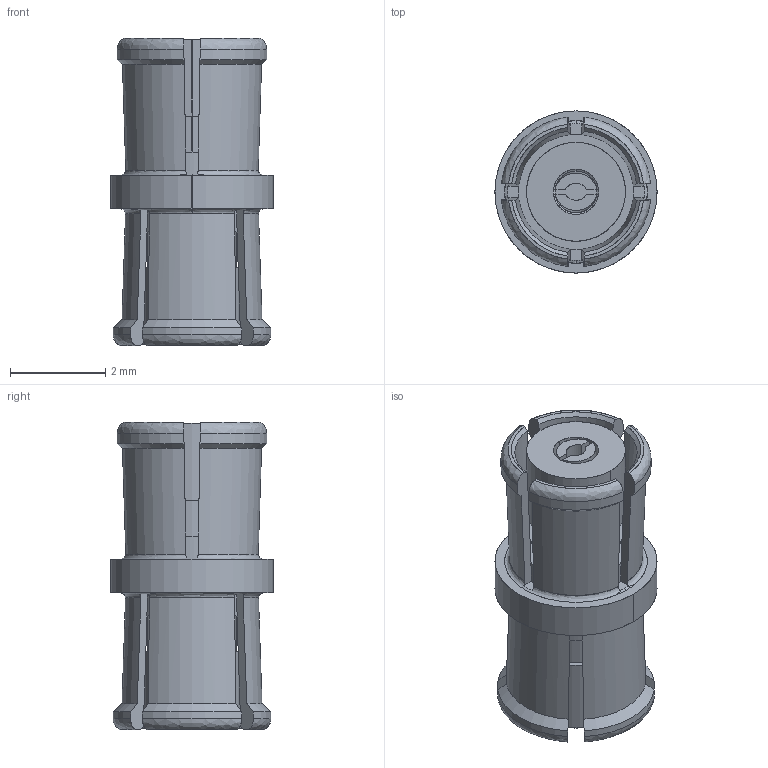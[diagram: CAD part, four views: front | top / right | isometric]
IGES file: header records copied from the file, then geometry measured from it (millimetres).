
Start section: SolidWorks IGES file using analytic representation for surfaces
Global section: file name: R222.705.000 B.IGS; native system: SolidWorks 2008; preprocessor: SolidWorks 2008; author: BERGER_C; date: 100202.111826; units: millimetre
Bounding box: 3.4 x 3.4 x 6.45 mm (x, y, z)
Surface area: 176.6 mm2 (no closed solid volume)
Topology: 0 solids, 0 shells, 157 faces, 1521 edges, 1521 vertices
Faces by surface type: bspline 85, revolution 72
